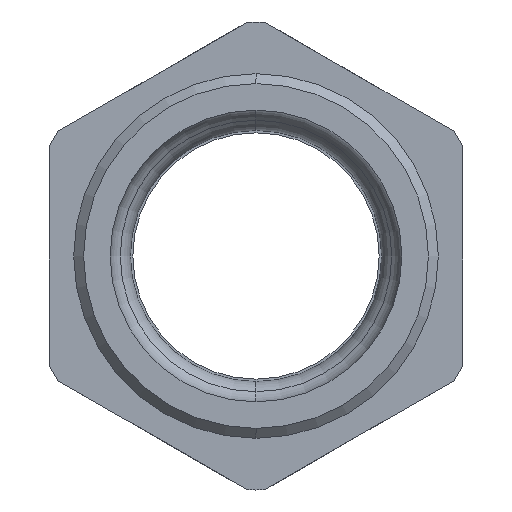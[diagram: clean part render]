
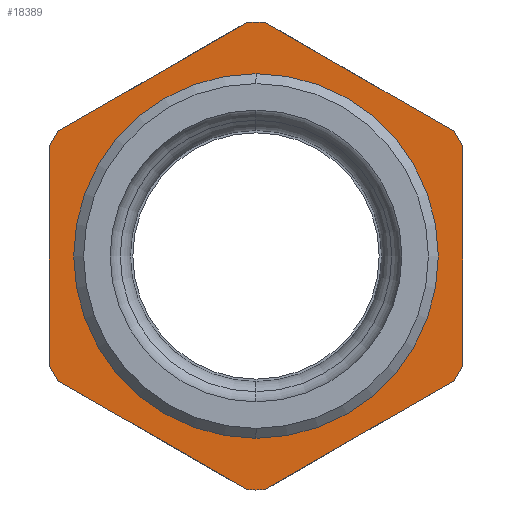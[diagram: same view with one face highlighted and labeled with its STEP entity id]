
A CAD part, front view. The second image highlights one B-rep face of the part: STEP entity #18389.
In plain terms, the highlighted planar face has unit normal (0, -1, 0).
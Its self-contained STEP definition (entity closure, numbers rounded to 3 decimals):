
#38 = EDGE_CURVE ( 'NONE', #6412, #9049, #10202, .T. ) ;
#45 = PLANE ( 'NONE',  #18904 ) ;
#151 = DIRECTION ( 'NONE',  ( 0., -1., 0. ) ) ;
#181 = ORIENTED_EDGE ( 'NONE', *, *, #1987, .T. ) ;
#206 = AXIS2_PLACEMENT_3D ( 'NONE', #10924, #1538, #12465 ) ;
#274 = VECTOR ( 'NONE', #16034, 1000. ) ;
#387 = DIRECTION ( 'NONE',  ( 0., 0., -1. ) ) ;
#608 = ORIENTED_EDGE ( 'NONE', *, *, #38, .T. ) ;
#682 = DIRECTION ( 'NONE',  ( 0., 0., -1. ) ) ;
#947 = CIRCLE ( 'NONE', #3052, 23.75 ) ;
#1247 = LINE ( 'NONE', #17762, #8296 ) ;
#1538 = DIRECTION ( 'NONE',  ( 0., -1., 0. ) ) ;
#1772 = ORIENTED_EDGE ( 'NONE', *, *, #13799, .T. ) ;
#1987 = EDGE_CURVE ( 'NONE', #12263, #20108, #3609, .T. ) ;
#2160 = VERTEX_POINT ( 'NONE', #20201 ) ;
#2320 = CARTESIAN_POINT ( 'NONE',  ( -21., -8.75, 11.093 ) ) ;
#2466 = ORIENTED_EDGE ( 'NONE', *, *, #18334, .T. ) ;
#3052 = AXIS2_PLACEMENT_3D ( 'NONE', #18567, #9319, #20164 ) ;
#3205 = CARTESIAN_POINT ( 'NONE',  ( -23.75, -8.75, 0. ) ) ;
#3609 = CIRCLE ( 'NONE', #206, 23.75 ) ;
#3735 = DIRECTION ( 'NONE',  ( 0., -1., 0. ) ) ;
#3830 = VERTEX_POINT ( 'NONE', #16897 ) ;
#3960 = VERTEX_POINT ( 'NONE', #13851 ) ;
#3979 = CARTESIAN_POINT ( 'NONE',  ( 0., -8.75, 17.74 ) ) ;
#4194 = ORIENTED_EDGE ( 'NONE', *, *, #13354, .T. ) ;
#4229 = AXIS2_PLACEMENT_3D ( 'NONE', #6339, #17190, #7907 ) ;
#4808 = VECTOR ( 'NONE', #5591, 1000. ) ;
#4825 = CARTESIAN_POINT ( 'NONE',  ( 0., -8.75, 0. ) ) ;
#5186 = CARTESIAN_POINT ( 'NONE',  ( 21., -8.75, 12.124 ) ) ;
#5283 = CIRCLE ( 'NONE', #4229, 23.75 ) ;
#5503 = DIRECTION ( 'NONE',  ( 0., 0., -1. ) ) ;
#5591 = DIRECTION ( 'NONE',  ( -0.866, 0., 0.5 ) ) ;
#5739 = VECTOR ( 'NONE', #11470, 1000. ) ;
#5947 = DIRECTION ( 'NONE',  ( 0., -1., 0. ) ) ;
#6003 = EDGE_CURVE ( 'NONE', #3960, #19642, #19649, .T. ) ;
#6339 = CARTESIAN_POINT ( 'NONE',  ( 0., -8.75, 0. ) ) ;
#6346 = EDGE_CURVE ( 'NONE', #20108, #10347, #1247, .T. ) ;
#6351 = DIRECTION ( 'NONE',  ( 0., -1., 0. ) ) ;
#6383 = DIRECTION ( 'NONE',  ( 0., 0., -1. ) ) ;
#6412 = VERTEX_POINT ( 'NONE', #6911 ) ;
#6911 = CARTESIAN_POINT ( 'NONE',  ( -0.893, -8.75, -23.733 ) ) ;
#6956 = ORIENTED_EDGE ( 'NONE', *, *, #9011, .T. ) ;
#7048 = CARTESIAN_POINT ( 'NONE',  ( -20.107, -8.75, -12.64 ) ) ;
#7220 = FACE_OUTER_BOUND ( 'NONE', #10457, .T. ) ;
#7270 = VECTOR ( 'NONE', #9145, 1000. ) ;
#7279 = CARTESIAN_POINT ( 'NONE',  ( 0.893, -8.75, 23.733 ) ) ;
#7344 = CARTESIAN_POINT ( 'NONE',  ( -20.107, -8.75, 12.64 ) ) ;
#7511 = VERTEX_POINT ( 'NONE', #7048 ) ;
#7513 = CARTESIAN_POINT ( 'NONE',  ( -21., -8.75, -11.093 ) ) ;
#7607 = CARTESIAN_POINT ( 'NONE',  ( -0.893, -8.75, 23.733 ) ) ;
#7889 = CARTESIAN_POINT ( 'NONE',  ( 0., -8.75, -23.75 ) ) ;
#7907 = DIRECTION ( 'NONE',  ( 0., 0., -1. ) ) ;
#7918 = DIRECTION ( 'NONE',  ( 0., 1., 0. ) ) ;
#8005 = AXIS2_PLACEMENT_3D ( 'NONE', #15660, #6351, #17204 ) ;
#8296 = VECTOR ( 'NONE', #682, 1000. ) ;
#8445 = VERTEX_POINT ( 'NONE', #7607 ) ;
#9002 = LINE ( 'NONE', #12257, #7270 ) ;
#9011 = EDGE_CURVE ( 'NONE', #19642, #19806, #19506, .T. ) ;
#9049 = VERTEX_POINT ( 'NONE', #7889 ) ;
#9145 = DIRECTION ( 'NONE',  ( 0.866, 0., -0.5 ) ) ;
#9157 = ORIENTED_EDGE ( 'NONE', *, *, #10513, .T. ) ;
#9189 = FACE_BOUND ( 'NONE', #9315, .T. ) ;
#9315 = EDGE_LOOP ( 'NONE', ( #15466, #9596 ) ) ;
#9319 = DIRECTION ( 'NONE',  ( 0., -1., 0. ) ) ;
#9548 = CARTESIAN_POINT ( 'NONE',  ( 0., -8.75, 0. ) ) ;
#9596 = ORIENTED_EDGE ( 'NONE', *, *, #10205, .F. ) ;
#9786 = DIRECTION ( 'NONE',  ( 0., -1., 0. ) ) ;
#9977 = VERTEX_POINT ( 'NONE', #3979 ) ;
#10143 = EDGE_CURVE ( 'NONE', #8445, #12263, #15571, .T. ) ;
#10202 = CIRCLE ( 'NONE', #15110, 23.75 ) ;
#10205 = EDGE_CURVE ( 'NONE', #9977, #2160, #15848, .T. ) ;
#10347 = VERTEX_POINT ( 'NONE', #7513 ) ;
#10457 = EDGE_LOOP ( 'NONE', ( #16308, #6956, #16898, #2466, #17425, #9157, #11981, #181, #14293, #1772, #4194, #608, #14705 ) ) ;
#10513 = EDGE_CURVE ( 'NONE', #12110, #8445, #947, .T. ) ;
#10924 = CARTESIAN_POINT ( 'NONE',  ( 0., -8.75, 0. ) ) ;
#11112 = DIRECTION ( 'NONE',  ( 0., 0., -1. ) ) ;
#11446 = AXIS2_PLACEMENT_3D ( 'NONE', #15262, #5947, #16809 ) ;
#11470 = DIRECTION ( 'NONE',  ( 0., 0., 1. ) ) ;
#11612 = LINE ( 'NONE', #13345, #4808 ) ;
#11981 = ORIENTED_EDGE ( 'NONE', *, *, #10143, .T. ) ;
#11990 = CARTESIAN_POINT ( 'NONE',  ( 20.107, -8.75, -12.64 ) ) ;
#12110 = VERTEX_POINT ( 'NONE', #7279 ) ;
#12257 = CARTESIAN_POINT ( 'NONE',  ( 0., -8.75, -24.249 ) ) ;
#12263 = VERTEX_POINT ( 'NONE', #7344 ) ;
#12465 = DIRECTION ( 'NONE',  ( 0., 0., -1. ) ) ;
#12769 = AXIS2_PLACEMENT_3D ( 'NONE', #9548, #151, #11112 ) ;
#13285 = LINE ( 'NONE', #5186, #5739 ) ;
#13345 = CARTESIAN_POINT ( 'NONE',  ( 0., -8.75, 24.249 ) ) ;
#13354 = EDGE_CURVE ( 'NONE', #7511, #6412, #9002, .T. ) ;
#13638 = CARTESIAN_POINT ( 'NONE',  ( -21., -8.75, 12.124 ) ) ;
#13799 = EDGE_CURVE ( 'NONE', #10347, #7511, #5283, .T. ) ;
#13851 = CARTESIAN_POINT ( 'NONE',  ( 0.893, -8.75, -23.733 ) ) ;
#14192 = VECTOR ( 'NONE', #19807, 1000. ) ;
#14293 = ORIENTED_EDGE ( 'NONE', *, *, #6346, .T. ) ;
#14372 = AXIS2_PLACEMENT_3D ( 'NONE', #19043, #9786, #387 ) ;
#14705 = ORIENTED_EDGE ( 'NONE', *, *, #14796, .T. ) ;
#14796 = EDGE_CURVE ( 'NONE', #9049, #3960, #20117, .T. ) ;
#15110 = AXIS2_PLACEMENT_3D ( 'NONE', #19678, #3735, #5503 ) ;
#15262 = CARTESIAN_POINT ( 'NONE',  ( 0., -8.75, 0. ) ) ;
#15466 = ORIENTED_EDGE ( 'NONE', *, *, #18607, .F. ) ;
#15571 = LINE ( 'NONE', #13638, #14192 ) ;
#15660 = CARTESIAN_POINT ( 'NONE',  ( 0., -8.75, 0. ) ) ;
#15696 = DIRECTION ( 'NONE',  ( 0., -1., 0. ) ) ;
#15848 = CIRCLE ( 'NONE', #11446, 17.74 ) ;
#16034 = DIRECTION ( 'NONE',  ( 0.866, 0., 0.5 ) ) ;
#16154 = CARTESIAN_POINT ( 'NONE',  ( 21., -8.75, -11.093 ) ) ;
#16308 = ORIENTED_EDGE ( 'NONE', *, *, #6003, .T. ) ;
#16809 = DIRECTION ( 'NONE',  ( 0., 0., -1. ) ) ;
#16897 = CARTESIAN_POINT ( 'NONE',  ( 20.107, -8.75, 12.64 ) ) ;
#16898 = ORIENTED_EDGE ( 'NONE', *, *, #19212, .T. ) ;
#17110 = AXIS2_PLACEMENT_3D ( 'NONE', #4825, #15696, #6383 ) ;
#17190 = DIRECTION ( 'NONE',  ( 0., -1., 0. ) ) ;
#17204 = DIRECTION ( 'NONE',  ( 0., 0., -1. ) ) ;
#17425 = ORIENTED_EDGE ( 'NONE', *, *, #17643, .T. ) ;
#17643 = EDGE_CURVE ( 'NONE', #3830, #12110, #11612, .T. ) ;
#17762 = CARTESIAN_POINT ( 'NONE',  ( -21., -8.75, -12.124 ) ) ;
#18334 = EDGE_CURVE ( 'NONE', #19280, #3830, #19615, .T. ) ;
#18376 = CIRCLE ( 'NONE', #14372, 17.74 ) ;
#18389 = ADVANCED_FACE ( 'NONE', ( #9189, #7220 ), #45, .F. ) ;
#18567 = CARTESIAN_POINT ( 'NONE',  ( 0., -8.75, 0. ) ) ;
#18607 = EDGE_CURVE ( 'NONE', #2160, #9977, #18376, .T. ) ;
#18769 = DIRECTION ( 'NONE',  ( 0., 0., 1. ) ) ;
#18904 = AXIS2_PLACEMENT_3D ( 'NONE', #3205, #7918, #18769 ) ;
#19043 = CARTESIAN_POINT ( 'NONE',  ( 0., -8.75, 0. ) ) ;
#19081 = CARTESIAN_POINT ( 'NONE',  ( 21., -8.75, -12.124 ) ) ;
#19167 = CARTESIAN_POINT ( 'NONE',  ( 21., -8.75, 11.093 ) ) ;
#19212 = EDGE_CURVE ( 'NONE', #19806, #19280, #13285, .T. ) ;
#19280 = VERTEX_POINT ( 'NONE', #19167 ) ;
#19506 = CIRCLE ( 'NONE', #12769, 23.75 ) ;
#19615 = CIRCLE ( 'NONE', #8005, 23.75 ) ;
#19642 = VERTEX_POINT ( 'NONE', #11990 ) ;
#19649 = LINE ( 'NONE', #19081, #274 ) ;
#19678 = CARTESIAN_POINT ( 'NONE',  ( 0., -8.75, 0. ) ) ;
#19806 = VERTEX_POINT ( 'NONE', #16154 ) ;
#19807 = DIRECTION ( 'NONE',  ( -0.866, 0., -0.5 ) ) ;
#20108 = VERTEX_POINT ( 'NONE', #2320 ) ;
#20117 = CIRCLE ( 'NONE', #17110, 23.75 ) ;
#20164 = DIRECTION ( 'NONE',  ( 0., 0., -1. ) ) ;
#20201 = CARTESIAN_POINT ( 'NONE',  ( 0., -8.75, -17.74 ) ) ;
